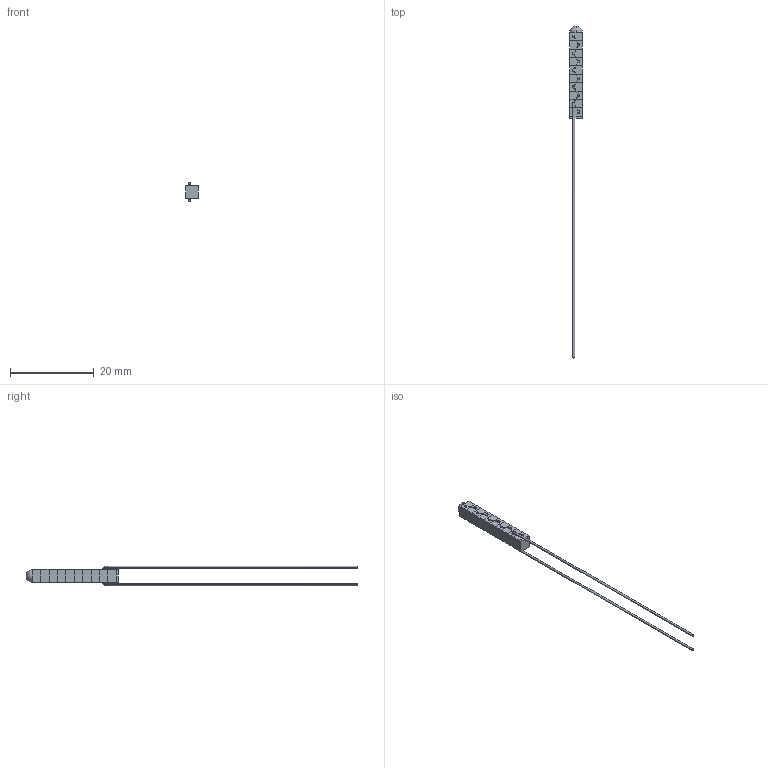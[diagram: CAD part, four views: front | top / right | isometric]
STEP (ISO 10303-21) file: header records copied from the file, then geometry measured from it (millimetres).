
FILE_DESCRIPTION (( 'STEP AP214' ), '1' );
FILE_NAME ('PK3JRP1.STEP', '2014-10-22T10:11:07', ( '' ), ( '' ), 'SwSTEP 2.0', 'SolidWorks 2012', '' );
FILE_SCHEMA (( 'AUTOMOTIVE_DESIGN' ));
Length unit declared in the file: millimetre
Products named in the file (1): PK3JRP1
Bounding box: 3 x 79.1 x 4.72 mm (x, y, z)
Volume: 216.5 mm3; surface area: 653.6 mm2
Topology: 5 solids, 5 shells, 236 faces, 591 edges, 351 vertices
Faces by surface type: plane 97, cylinder 96, sphere 28, bspline 15
Entity records: 10829 total; most frequent: CARTESIAN_POINT 4087, ORIENTED_EDGE 1178, DIRECTION 1030, EDGE_CURVE 589, AXIS2_PLACEMENT_3D 366, VERTEX_POINT 351, LINE 298, VECTOR 298
